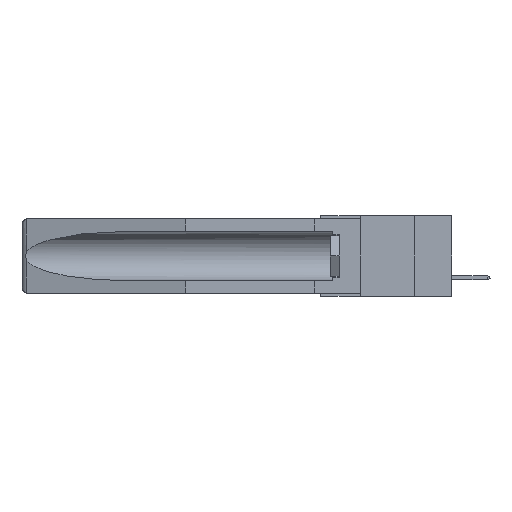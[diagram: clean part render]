
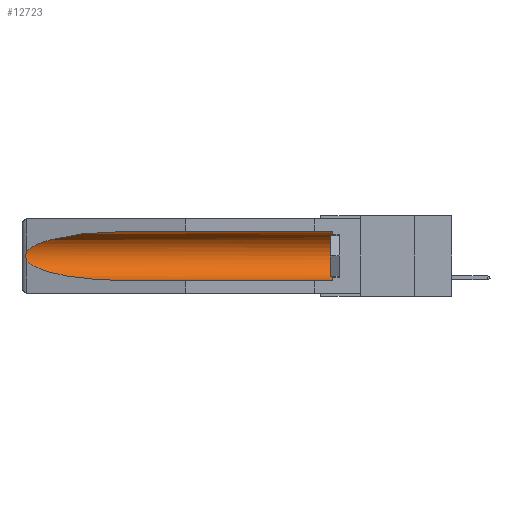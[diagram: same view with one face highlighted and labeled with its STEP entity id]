
A CAD part, left-side view. The second image highlights one B-rep face of the part: STEP entity #12723.
In plain terms, the highlighted cylindrical face has radius 2.857 mm (diameter 5.715 mm), a partial arc.
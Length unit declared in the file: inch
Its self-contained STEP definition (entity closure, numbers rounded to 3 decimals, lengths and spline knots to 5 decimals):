
#94 = B_SPLINE_CURVE_WITH_KNOTS ( 'NONE', 3,
 ( #5609, #12316, #5552, #6965, #446, #1720, #3060, #9756, #1775, #11144 ),
 .UNSPECIFIED., .F., .F.,
 ( 4, 2, 2, 2, 4 ),
 ( 0., 0.00029, 0.00058, 0.00087, 0.00117 ),
 .UNSPECIFIED. ) ;
#95 = CARTESIAN_POINT ( 'NONE',  ( 0.21114, 1.30732, -0.059 ) ) ;
#279 = AXIS2_PLACEMENT_3D ( 'NONE', #13605, #12324, #13497 ) ;
#446 = CARTESIAN_POINT ( 'NONE',  ( 0.2675, 1.53308, -0.16763 ) ) ;
#1223 = DIRECTION ( 'NONE',  ( 0., 1., 0. ) ) ;
#1237 = CARTESIAN_POINT ( 'NONE',  ( 0.155, 1.07973, -0.059 ) ) ;
#1416 = CARTESIAN_POINT ( 'NONE',  ( 0.25451, 1.48313, -0.09465 ) ) ;
#1706 = ORIENTED_EDGE ( 'NONE', *, *, #6627, .T. ) ;
#1720 = CARTESIAN_POINT ( 'NONE',  ( 0.2675, 1.53308, -0.17534 ) ) ;
#1775 = CARTESIAN_POINT ( 'NONE',  ( 0.26597, 1.5296, -0.19026 ) ) ;
#2295 = CARTESIAN_POINT ( 'NONE',  ( 0.26537, 1.52718, -0.19328 ) ) ;
#2615 = CARTESIAN_POINT ( 'NONE',  ( 0.155, -0.30754, -0.284 ) ) ;
#2702 = CARTESIAN_POINT ( 'NONE',  ( 0.26537, 1.52718, -0.14972 ) ) ;
#2868 = CARTESIAN_POINT ( 'NONE',  ( 0.155, 1.07973, -0.284 ) ) ;
#3060 = CARTESIAN_POINT ( 'NONE',  ( 0.2673, 1.53269, -0.17917 ) ) ;
#3131 = CARTESIAN_POINT ( 'NONE',  ( 0.155, 0.126, -0.284 ) ) ;
#3258 = ORIENTED_EDGE ( 'NONE', *, *, #14244, .T. ) ;
#3544 = VERTEX_POINT ( 'NONE', #11894 ) ;
#3575 = CARTESIAN_POINT ( 'NONE',  ( 0.155, 1.07973, -0.284 ) ) ;
#4250 = LINE ( 'NONE', #16545, #4677 ) ;
#4494 = ORIENTED_EDGE ( 'NONE', *, *, #16752, .T. ) ;
#4677 = VECTOR ( 'NONE', #11060, 39.37008 ) ;
#4913 = CARTESIAN_POINT ( 'NONE',  ( 0.21114, 1.30732, -0.284 ) ) ;
#5134 = CARTESIAN_POINT ( 'NONE',  ( 0.26537, 1.52718, -0.14972 ) ) ;
#5135 = ORIENTED_EDGE ( 'NONE', *, *, #8873, .T. ) ;
#5552 = CARTESIAN_POINT ( 'NONE',  ( 0.26654, 1.53092, -0.15636 ) ) ;
#5609 = CARTESIAN_POINT ( 'NONE',  ( 0.26537, 1.52718, -0.14972 ) ) ;
#6627 = EDGE_CURVE ( 'NONE', #10359, #3544, #11275, .T. ) ;
#6894 = VERTEX_POINT ( 'NONE', #2702 ) ;
#6962 = FACE_OUTER_BOUND ( 'NONE', #11272, .T. ) ;
#6965 = CARTESIAN_POINT ( 'NONE',  ( 0.2673, 1.5327, -0.16383 ) ) ;
#7453 = LINE ( 'NONE', #2615, #15847 ) ;
#7552 = CARTESIAN_POINT ( 'NONE',  ( 0.25451, 1.48313, -0.24835 ) ) ;
#7927 = AXIS2_PLACEMENT_3D ( 'NONE', #11296, #8519, #13917 ) ;
#8519 = DIRECTION ( 'NONE',  ( 0., 1., 0. ) ) ;
#8873 = EDGE_CURVE ( 'NONE', #3544, #12026, #4250, .T. ) ;
#9163 =( BOUNDED_CURVE ( )  B_SPLINE_CURVE ( 3, ( #2295, #7552, #4913, #3575 ),
 .UNSPECIFIED., .F., .F. ) 
 B_SPLINE_CURVE_WITH_KNOTS ( ( 4, 4 ),
 ( 0.1948, 1.5708 ),
 .UNSPECIFIED. ) 
 CURVE ( )  GEOMETRIC_REPRESENTATION_ITEM ( )  RATIONAL_B_SPLINE_CURVE ( ( 1., 0.848, 0.848, 1. ) ) 
 REPRESENTATION_ITEM ( '' )  );
#9185 = CARTESIAN_POINT ( 'NONE',  ( 0.155, 1.07973, -0.059 ) ) ;
#9389 =( BOUNDED_CURVE ( )  B_SPLINE_CURVE ( 3, ( #9185, #95, #1416, #5134 ),
 .UNSPECIFIED., .F., .F. ) 
 B_SPLINE_CURVE_WITH_KNOTS ( ( 4, 4 ),
 ( 4.71239, 6.08839 ),
 .UNSPECIFIED. ) 
 CURVE ( )  GEOMETRIC_REPRESENTATION_ITEM ( )  RATIONAL_B_SPLINE_CURVE ( ( 1., 0.848, 0.848, 1. ) ) 
 REPRESENTATION_ITEM ( '' )  );
#9756 = CARTESIAN_POINT ( 'NONE',  ( 0.26655, 1.53094, -0.18657 ) ) ;
#9988 = VERTEX_POINT ( 'NONE', #2868 ) ;
#10242 = EDGE_CURVE ( 'NONE', #10359, #9988, #7453, .T. ) ;
#10359 = VERTEX_POINT ( 'NONE', #3131 ) ;
#11060 = DIRECTION ( 'NONE',  ( 0., 1., 0. ) ) ;
#11144 = CARTESIAN_POINT ( 'NONE',  ( 0.26537, 1.52718, -0.19328 ) ) ;
#11272 = EDGE_LOOP ( 'NONE', ( #14486, #4494, #3258, #14243, #1706, #5135 ) ) ;
#11275 = CIRCLE ( 'NONE', #279, 0.1125 ) ;
#11296 = CARTESIAN_POINT ( 'NONE',  ( 0.155, -0.30754, -0.1715 ) ) ;
#11538 = VERTEX_POINT ( 'NONE', #16821 ) ;
#11894 = CARTESIAN_POINT ( 'NONE',  ( 0.155, 0.126, -0.059 ) ) ;
#12026 = VERTEX_POINT ( 'NONE', #1237 ) ;
#12316 = CARTESIAN_POINT ( 'NONE',  ( 0.26597, 1.52961, -0.15275 ) ) ;
#12324 = DIRECTION ( 'NONE',  ( 0., -1., 0. ) ) ;
#12723 = ADVANCED_FACE ( 'NONE', ( #6962 ), #13889, .F. ) ;
#13497 = DIRECTION ( 'NONE',  ( 0., 0., 1. ) ) ;
#13605 = CARTESIAN_POINT ( 'NONE',  ( 0.155, 0.126, -0.1715 ) ) ;
#13889 = CYLINDRICAL_SURFACE ( 'NONE', #7927, 0.1125 ) ;
#13917 = DIRECTION ( 'NONE',  ( 0., 0., 1. ) ) ;
#14243 = ORIENTED_EDGE ( 'NONE', *, *, #10242, .F. ) ;
#14244 = EDGE_CURVE ( 'NONE', #11538, #9988, #9163, .T. ) ;
#14486 = ORIENTED_EDGE ( 'NONE', *, *, #15750, .T. ) ;
#15750 = EDGE_CURVE ( 'NONE', #12026, #6894, #9389, .T. ) ;
#15847 = VECTOR ( 'NONE', #1223, 39.37008 ) ;
#16545 = CARTESIAN_POINT ( 'NONE',  ( 0.155, -0.30754, -0.059 ) ) ;
#16752 = EDGE_CURVE ( 'NONE', #6894, #11538, #94, .T. ) ;
#16821 = CARTESIAN_POINT ( 'NONE',  ( 0.26537, 1.52718, -0.19328 ) ) ;
